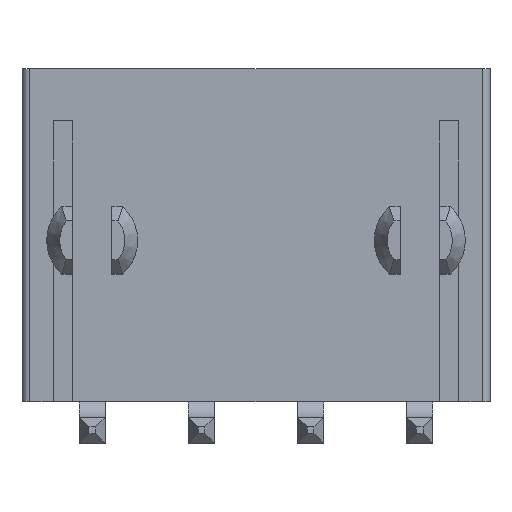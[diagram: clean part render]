
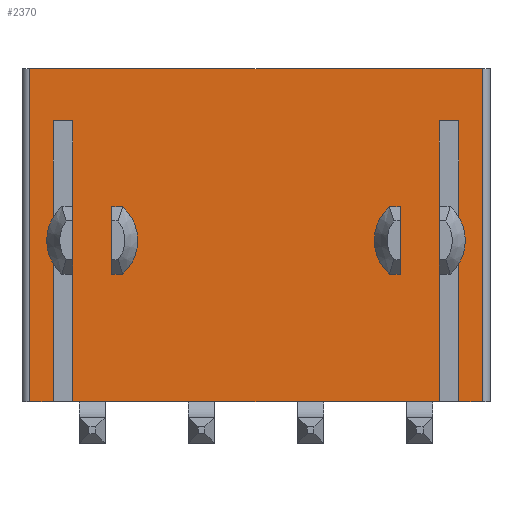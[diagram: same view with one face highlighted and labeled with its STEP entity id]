
A CAD part, front view. The second image highlights one B-rep face of the part: STEP entity #2370.
In plain terms, the highlighted planar face has unit normal (0, -1, 0).
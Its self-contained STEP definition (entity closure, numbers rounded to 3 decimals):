
#22=DIRECTION('',(-1.,0.,0.));
#23=VECTOR('',#22,17.4);
#24=CARTESIAN_POINT('',(8.7,0.4,0.));
#25=LINE('',#24,#23);
#173=DIRECTION('',(0.,0.,1.));
#174=VECTOR('',#173,12.8);
#175=CARTESIAN_POINT('',(-8.7,0.4,-12.8));
#176=LINE('',#175,#174);
#182=DIRECTION('',(0.,0.,-1.));
#183=VECTOR('',#182,2.598);
#184=CARTESIAN_POINT('',(5.55,0.4,-5.301));
#185=LINE('',#184,#183);
#186=DIRECTION('',(0.,0.,1.));
#187=VECTOR('',#186,2.598);
#188=CARTESIAN_POINT('',(-5.55,0.4,-7.899));
#189=LINE('',#188,#187);
#190=DIRECTION('',(-1.,0.,0.));
#191=VECTOR('',#190,0.75);
#192=CARTESIAN_POINT('',(7.8,0.4,-2.));
#193=LINE('',#192,#191);
#194=DIRECTION('',(-1.,0.,0.));
#195=VECTOR('',#194,0.75);
#196=CARTESIAN_POINT('',(-7.05,0.4,-2.));
#197=LINE('',#196,#195);
#198=DIRECTION('',(0.,0.,1.));
#199=VECTOR('',#198,10.8);
#200=CARTESIAN_POINT('',(-7.8,0.4,-12.8));
#201=LINE('',#200,#199);
#202=DIRECTION('',(0.,0.,1.));
#203=VECTOR('',#202,10.8);
#204=CARTESIAN_POINT('',(7.8,0.4,-12.8));
#205=LINE('',#204,#203);
#211=CARTESIAN_POINT('',(6.3,0.4,-6.6));
#212=DIRECTION('',(0.,1.,0.));
#213=DIRECTION('',(-0.5,0.,-0.866));
#214=AXIS2_PLACEMENT_3D('',#211,#212,#213);
#335=DIRECTION('',(0.,0.,1.));
#336=VECTOR('',#335,10.8);
#337=CARTESIAN_POINT('',(7.05,0.4,-12.8));
#338=LINE('',#337,#336);
#375=DIRECTION('',(-1.,0.,0.));
#376=VECTOR('',#375,0.9);
#377=CARTESIAN_POINT('',(-7.8,0.4,-12.8));
#378=LINE('',#377,#376);
#383=DIRECTION('',(-1.,0.,0.));
#384=VECTOR('',#383,14.1);
#385=CARTESIAN_POINT('',(7.05,0.4,-12.8));
#386=LINE('',#385,#384);
#391=DIRECTION('',(-1.,0.,0.));
#392=VECTOR('',#391,0.9);
#393=CARTESIAN_POINT('',(8.7,0.4,-12.8));
#394=LINE('',#393,#392);
#483=DIRECTION('',(0.,0.,-1.));
#484=VECTOR('',#483,10.8);
#485=CARTESIAN_POINT('',(-7.05,0.4,-2.));
#486=LINE('',#485,#484);
#511=CARTESIAN_POINT('',(-6.3,0.4,-6.6));
#512=DIRECTION('',(0.,1.,0.));
#513=DIRECTION('',(0.5,0.,0.866));
#514=AXIS2_PLACEMENT_3D('',#511,#512,#513);
#772=DIRECTION('',(0.,0.,1.));
#773=VECTOR('',#772,12.8);
#774=CARTESIAN_POINT('',(8.7,0.4,-12.8));
#775=LINE('',#774,#773);
#1761=CARTESIAN_POINT('',(8.7,0.4,-12.8));
#1762=CARTESIAN_POINT('',(8.7,0.4,0.));
#1763=VERTEX_POINT('',#1761);
#1764=VERTEX_POINT('',#1762);
#1789=CARTESIAN_POINT('',(-8.7,0.4,0.));
#1790=VERTEX_POINT('',#1789);
#1791=CARTESIAN_POINT('',(-8.7,0.4,-12.8));
#1792=VERTEX_POINT('',#1791);
#1797=CARTESIAN_POINT('',(5.55,0.4,-5.301));
#1798=CARTESIAN_POINT('',(5.55,0.4,-7.899));
#1799=VERTEX_POINT('',#1797);
#1800=VERTEX_POINT('',#1798);
#1845=CARTESIAN_POINT('',(-5.55,0.4,-7.899));
#1846=CARTESIAN_POINT('',(-5.55,0.4,-5.301));
#1847=VERTEX_POINT('',#1845);
#1848=VERTEX_POINT('',#1846);
#1909=CARTESIAN_POINT('',(7.8,0.4,-2.));
#1910=CARTESIAN_POINT('',(7.05,0.4,-2.));
#1911=VERTEX_POINT('',#1909);
#1912=VERTEX_POINT('',#1910);
#1913=CARTESIAN_POINT('',(7.8,0.4,-12.8));
#1914=VERTEX_POINT('',#1913);
#1915=CARTESIAN_POINT('',(-7.8,0.4,-12.8));
#1916=CARTESIAN_POINT('',(-7.8,0.4,-2.));
#1917=VERTEX_POINT('',#1915);
#1918=VERTEX_POINT('',#1916);
#1919=CARTESIAN_POINT('',(-7.05,0.4,-2.));
#1920=VERTEX_POINT('',#1919);
#1921=CARTESIAN_POINT('',(7.05,0.4,-12.8));
#1922=VERTEX_POINT('',#1921);
#1923=CARTESIAN_POINT('',(-7.05,0.4,-12.8));
#1924=VERTEX_POINT('',#1923);
#2329=CARTESIAN_POINT('',(9.,0.4,0.));
#2330=DIRECTION('',(0.,-1.,0.));
#2331=DIRECTION('',(-1.,0.,0.));
#2332=AXIS2_PLACEMENT_3D('',#2329,#2330,#2331);
#2333=PLANE('',#2332);
#2335=ORIENTED_EDGE('',*,*,#2334,.T.);
#2337=ORIENTED_EDGE('',*,*,#2336,.F.);
#2339=ORIENTED_EDGE('',*,*,#2338,.T.);
#2341=ORIENTED_EDGE('',*,*,#2340,.F.);
#2343=ORIENTED_EDGE('',*,*,#2342,.T.);
#2345=ORIENTED_EDGE('',*,*,#2344,.F.);
#2347=ORIENTED_EDGE('',*,*,#2346,.T.);
#2348=ORIENTED_EDGE('',*,*,#2322,.T.);
#2349=ORIENTED_EDGE('',*,*,#2172,.F.);
#2351=ORIENTED_EDGE('',*,*,#2350,.F.);
#2353=ORIENTED_EDGE('',*,*,#2352,.T.);
#2355=ORIENTED_EDGE('',*,*,#2354,.T.);
#2356=EDGE_LOOP('',(#2335,#2337,#2339,#2341,#2343,#2345,#2347,#2348,#2349,#2351,
#2353,#2355));
#2357=FACE_OUTER_BOUND('',#2356,.F.);
#2359=ORIENTED_EDGE('',*,*,#2358,.F.);
#2361=ORIENTED_EDGE('',*,*,#2360,.F.);
#2362=EDGE_LOOP('',(#2359,#2361));
#2363=FACE_BOUND('',#2362,.F.);
#2365=ORIENTED_EDGE('',*,*,#2364,.F.);
#2367=ORIENTED_EDGE('',*,*,#2366,.F.);
#2368=EDGE_LOOP('',(#2365,#2367));
#2369=FACE_BOUND('',#2368,.F.);
#2370=ADVANCED_FACE('',(#2357,#2363,#2369),#2333,.T.);
#215=CIRCLE('',#214,1.5);
#515=CIRCLE('',#514,1.5);
#2172=EDGE_CURVE('',#1764,#1790,#25,.T.);
#2322=EDGE_CURVE('',#1792,#1790,#176,.T.);
#2334=EDGE_CURVE('',#1911,#1912,#193,.T.);
#2336=EDGE_CURVE('',#1922,#1912,#338,.T.);
#2338=EDGE_CURVE('',#1922,#1924,#386,.T.);
#2340=EDGE_CURVE('',#1920,#1924,#486,.T.);
#2342=EDGE_CURVE('',#1920,#1918,#197,.T.);
#2344=EDGE_CURVE('',#1917,#1918,#201,.T.);
#2346=EDGE_CURVE('',#1917,#1792,#378,.T.);
#2350=EDGE_CURVE('',#1763,#1764,#775,.T.);
#2352=EDGE_CURVE('',#1763,#1914,#394,.T.);
#2354=EDGE_CURVE('',#1914,#1911,#205,.T.);
#2358=EDGE_CURVE('',#1848,#1847,#515,.T.);
#2360=EDGE_CURVE('',#1847,#1848,#189,.T.);
#2364=EDGE_CURVE('',#1800,#1799,#215,.T.);
#2366=EDGE_CURVE('',#1799,#1800,#185,.T.);
